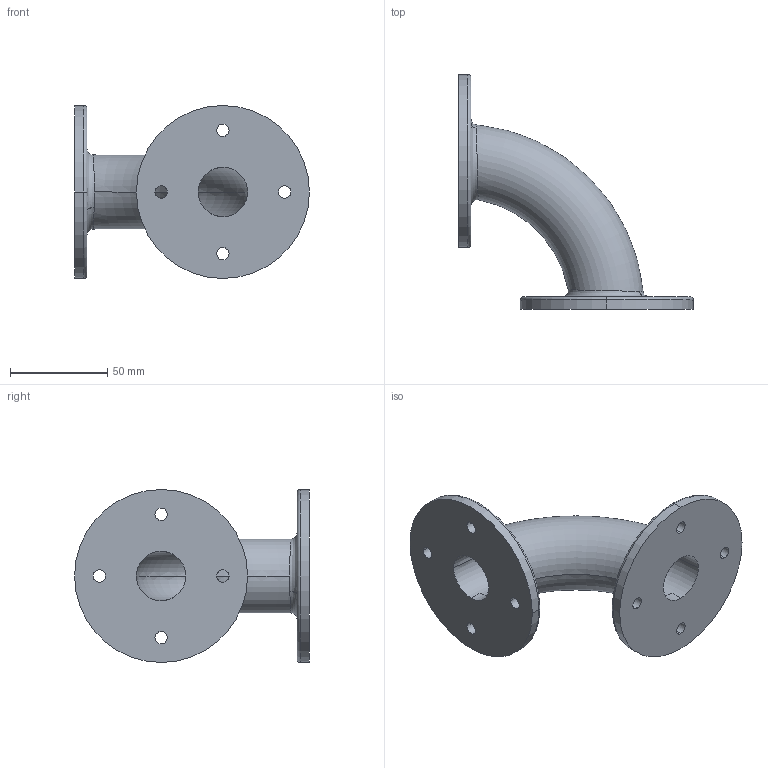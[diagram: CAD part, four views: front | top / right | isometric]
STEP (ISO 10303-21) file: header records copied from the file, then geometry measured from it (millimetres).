
FILE_DESCRIPTION (( 'STEP AP214' ), '1' );
FILE_NAME ('Transition pipe.step', '2023-06-15T00:36:38', ( '' ), ( '' ), 'SwSTEP 2.0', 'SolidWorks 2022', '' );
FILE_SCHEMA (( 'AUTOMOTIVE_DESIGN' ));
Length unit declared in the file: inch
Products named in the file (1): Transition pipe
Bounding box: 120.65 x 120.65 x 88.9 mm (x, y, z)
Volume: 138841.5 mm3; surface area: 47232.2 mm2
Topology: 1 solids, 1 shells, 41 faces, 107 edges, 70 vertices
Faces by surface type: cylinder 23, torus 8, plane 6, bspline 4
Entity records: 2562 total; most frequent: CARTESIAN_POINT 1466, DIRECTION 229, ORIENTED_EDGE 214, EDGE_CURVE 107, AXIS2_PLACEMENT_3D 104, VERTEX_POINT 70, CIRCLE 66, EDGE_LOOP 61
